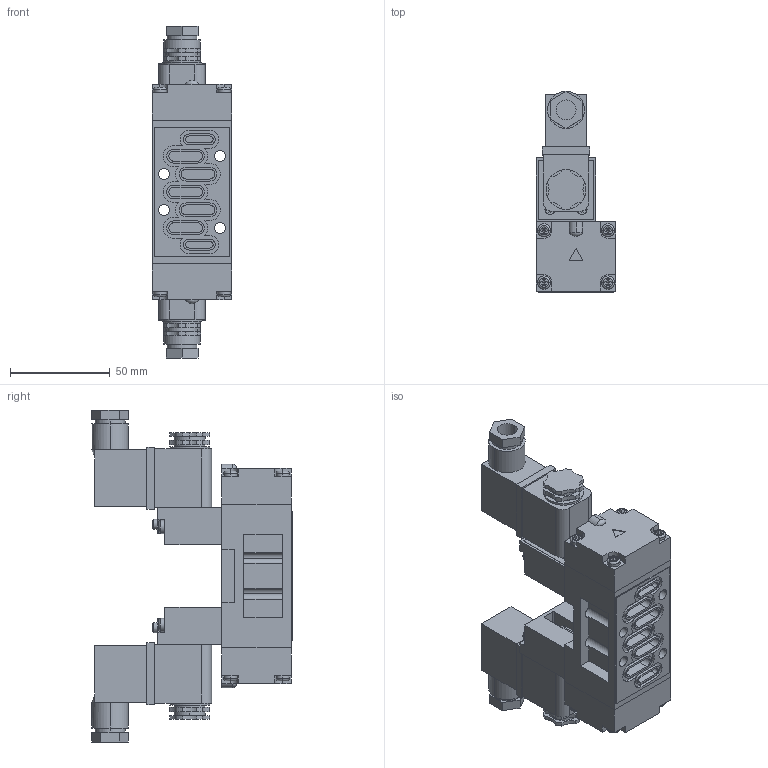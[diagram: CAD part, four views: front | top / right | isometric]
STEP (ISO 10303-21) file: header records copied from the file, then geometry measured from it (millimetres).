
FILE_DESCRIPTION (( 'STEP AP203' ), '1' );
FILE_NAME ('SIV420-IP-SC2-CD2.STEP', '2016-01-05T05:36:40', ( 'yrd8' ), ( '' ), 'SwSTEP 2.0', 'SolidWorks 2008', '' );
FILE_SCHEMA (( 'CONFIG_CONTROL_DESIGN' ));
Length unit declared in the file: millimetre
Products named in the file (5): SIV420-IP-SC2-CD2; SIV400 Body_ル遽; SIV400 Semi Pilot_ル遽; SIV400 Pilot; CN2_ル遽
Assembly tree (7 placements, depth 2):
  SIV420-IP-SC2-CD2
    CN2_ル遽  x2
    SIV400 Semi Pilot_ル遽  x2
    SIV400 Pilot  x2
    SIV400 Body_ル遽
Bounding box: 40 x 100.7 x 166.5 mm (x, y, z)
Volume: 242959.1 mm3; surface area: 68605.6 mm2
Topology: 7 solids, 9 shells, 1045 faces, 2691 edges, 1750 vertices
Faces by surface type: plane 650, cylinder 319, cone 40, torus 26, bspline 8, sphere 2
Entity records: 20570 total; most frequent: CARTESIAN_POINT 4700, ORIENTED_EDGE 3200, DIRECTION 3177, EDGE_CURVE 1600, AXIS2_PLACEMENT_3D 1098, VERTEX_POINT 1048, LINE 981, VECTOR 981
